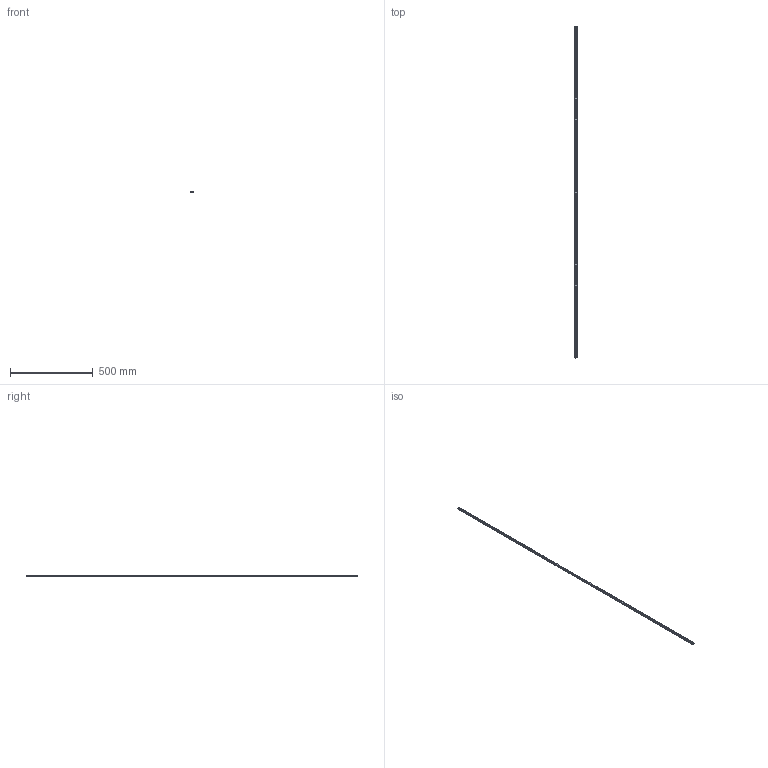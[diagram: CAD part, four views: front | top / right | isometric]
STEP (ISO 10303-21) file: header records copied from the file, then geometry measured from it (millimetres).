
FILE_DESCRIPTION(/* description */ ('KriTec Nutenprofil 8 Al M8-40, natur'),/* implementation_level */ '2;1');
FILE_NAME(/* name */ '13913_KriTec_Nutenprofil_8_Al_M8-40_natur.stp',/* time_stamp */ '2021-01-19T14:13:02+01:00',/* author */ ('jendrek'),/* organization */ (''),/* preprocessor_version */ 'ST-DEVELOPER v17',/* originating_system */ 'Autodesk Inventor 2018',/* authorisation */ '');
FILE_SCHEMA (('AUTOMOTIVE_DESIGN { 1 0 10303 214 3 1 1 }'));
Length unit declared in the file: millimetre
Products named in the file (1): 13913
Bounding box: 16 x 2000 x 10 mm (x, y, z)
Volume: 188520 mm3; surface area: 93105.1 mm2
Topology: 1 solids, 1 shells, 571 faces, 1710 edges, 1140 vertices
Faces by surface type: cylinder 360, plane 211
Full cylindrical faces by diameter (mm): 8 x50
Entity records: 23887 total; most frequent: CARTESIAN_POINT 8976, ORIENTED_EDGE 3420, DIRECTION 2674, EDGE_CURVE 1710, VERTEX_POINT 1140, AXIS2_PLACEMENT_3D 942, LINE 790, VECTOR 790
